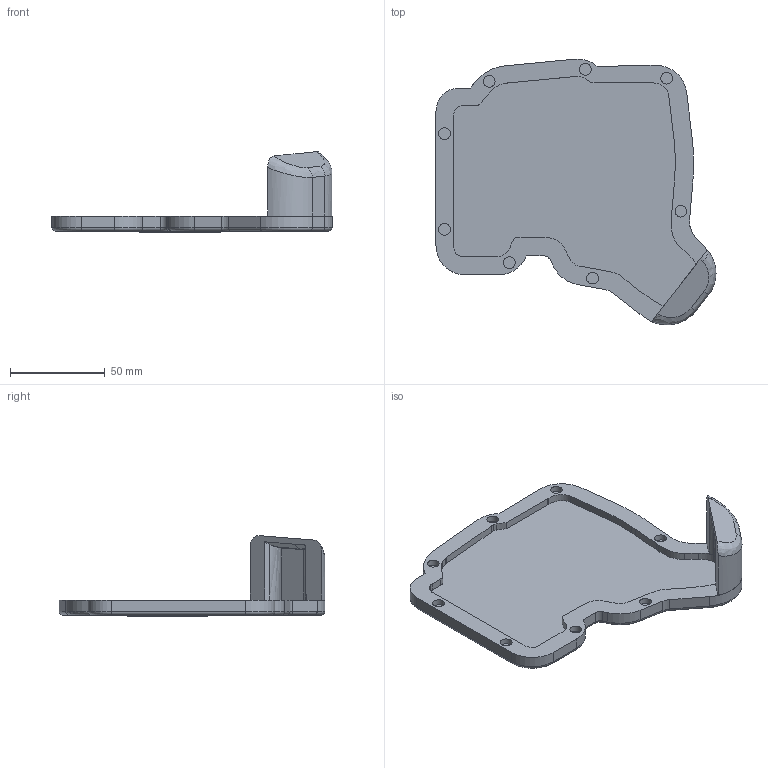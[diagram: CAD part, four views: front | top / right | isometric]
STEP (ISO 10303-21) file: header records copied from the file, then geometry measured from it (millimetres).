
FILE_DESCRIPTION(('HOOPS Exchange Step'),'2;1');
FILE_NAME('temp_export','2024-12-17T21:48:31+01:00',('mobile'),('Shapr3D Limited'),'HOOPS Exchange 2024.6','Shapr3D','Authorized');
FILE_SCHEMA( ('AP242_MANAGED_MODEL_BASED_3D_ENGINEERING_MIM_LF {1 0 10303 442 1 1 4 }') );
Length unit declared in the file: millimetre
Products named in the file (2): QR; Charybdis_nano_Left_Bottom_Flanged
Assembly tree (1 placements, depth 2):
  Charybdis_nano_Left_Bottom_Flanged
    QR
Bounding box: 147.9 x 140.39 x 42.61 mm (x, y, z)
Volume: 93914.2 mm3; surface area: 48045.2 mm2
Topology: 43 solids, 43 shells, 1140 faces, 3104 edges, 2061 vertices
Faces by surface type: bspline 729, plane 242, cylinder 155, torus 14
Full cylindrical faces by diameter (mm): 6.2 x8
Entity records: 43076 total; most frequent: CARTESIAN_POINT 18890, ORIENTED_EDGE 6208, EDGE_CURVE 3104, DIRECTION 2787, VERTEX_POINT 2061, B_SPLINE_CURVE_WITH_KNOTS 1465, VECTOR 1313, LINE 1313
